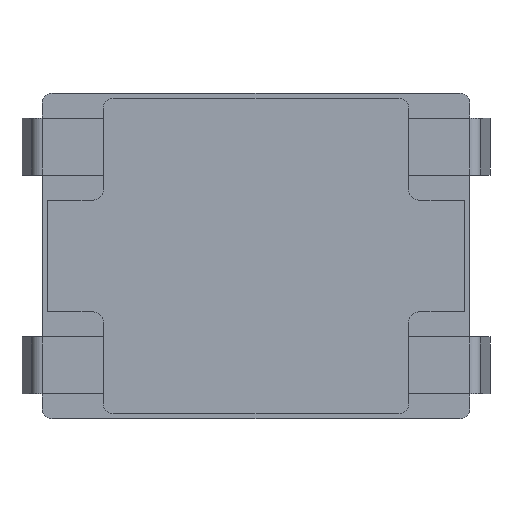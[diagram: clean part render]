
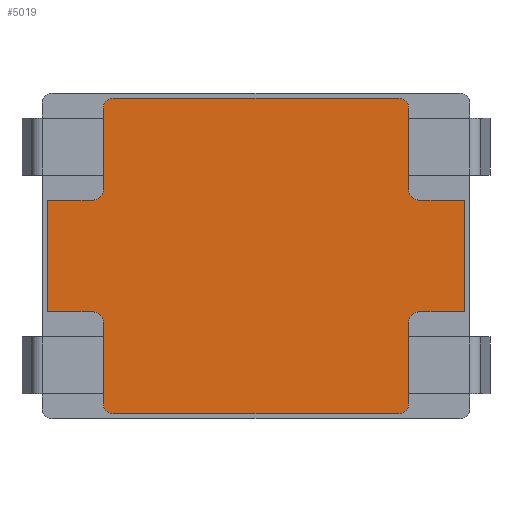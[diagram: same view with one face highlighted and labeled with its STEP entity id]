
A CAD part, front view. The second image highlights one B-rep face of the part: STEP entity #5019.
In plain terms, the highlighted planar face has unit normal (0, -1, 0).
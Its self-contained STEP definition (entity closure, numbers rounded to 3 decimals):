
#344=CIRCLE('',#5451,0.1);
#345=CIRCLE('',#5452,0.1);
#346=CIRCLE('',#5453,0.1);
#347=CIRCLE('',#5454,0.1);
#348=CIRCLE('',#5455,0.1);
#349=CIRCLE('',#5456,0.1);
#350=CIRCLE('',#5457,0.1);
#351=CIRCLE('',#5458,0.1);
#581=FACE_OUTER_BOUND('',#903,.T.);
#903=EDGE_LOOP('',(#3742,#3743,#3744,#3745,#3746,#3747,#3748,#3749,#3750,
#3751,#3752,#3753,#3754,#3755,#3756,#3757,#3758,#3759,#3760,#3761));
#1373=LINE('',#8213,#1827);
#1374=LINE('',#8215,#1828);
#1375=LINE('',#8219,#1829);
#1376=LINE('',#8223,#1830);
#1377=LINE('',#8227,#1831);
#1378=LINE('',#8231,#1832);
#1379=LINE('',#8233,#1833);
#1380=LINE('',#8235,#1834);
#1381=LINE('',#8239,#1835);
#1382=LINE('',#8243,#1836);
#1383=LINE('',#8247,#1837);
#1384=LINE('',#8250,#1838);
#1827=VECTOR('',#6435,1000.);
#1828=VECTOR('',#6436,1000.);
#1829=VECTOR('',#6439,1000.);
#1830=VECTOR('',#6442,1000.);
#1831=VECTOR('',#6445,1000.);
#1832=VECTOR('',#6448,1000.);
#1833=VECTOR('',#6449,1000.);
#1834=VECTOR('',#6450,1000.);
#1835=VECTOR('',#6453,1000.);
#1836=VECTOR('',#6456,1000.);
#1837=VECTOR('',#6459,1000.);
#1838=VECTOR('',#6462,1000.);
#2304=VERTEX_POINT('',#8211);
#2305=VERTEX_POINT('',#8212);
#2306=VERTEX_POINT('',#8214);
#2307=VERTEX_POINT('',#8216);
#2308=VERTEX_POINT('',#8218);
#2309=VERTEX_POINT('',#8220);
#2310=VERTEX_POINT('',#8222);
#2311=VERTEX_POINT('',#8224);
#2312=VERTEX_POINT('',#8226);
#2313=VERTEX_POINT('',#8228);
#2314=VERTEX_POINT('',#8230);
#2315=VERTEX_POINT('',#8232);
#2316=VERTEX_POINT('',#8234);
#2317=VERTEX_POINT('',#8236);
#2318=VERTEX_POINT('',#8238);
#2319=VERTEX_POINT('',#8240);
#2320=VERTEX_POINT('',#8242);
#2321=VERTEX_POINT('',#8244);
#2322=VERTEX_POINT('',#8246);
#2323=VERTEX_POINT('',#8248);
#2818=EDGE_CURVE('',#2304,#2305,#1373,.T.);
#2819=EDGE_CURVE('',#2304,#2306,#1374,.T.);
#2820=EDGE_CURVE('',#2306,#2307,#344,.T.);
#2821=EDGE_CURVE('',#2307,#2308,#1375,.T.);
#2822=EDGE_CURVE('',#2308,#2309,#345,.T.);
#2823=EDGE_CURVE('',#2309,#2310,#1376,.T.);
#2824=EDGE_CURVE('',#2311,#2310,#346,.T.);
#2825=EDGE_CURVE('',#2312,#2311,#1377,.T.);
#2826=EDGE_CURVE('',#2313,#2312,#347,.T.);
#2827=EDGE_CURVE('',#2314,#2313,#1378,.T.);
#2828=EDGE_CURVE('',#2314,#2315,#1379,.T.);
#2829=EDGE_CURVE('',#2315,#2316,#1380,.T.);
#2830=EDGE_CURVE('',#2316,#2317,#348,.T.);
#2831=EDGE_CURVE('',#2317,#2318,#1381,.T.);
#2832=EDGE_CURVE('',#2318,#2319,#349,.T.);
#2833=EDGE_CURVE('',#2320,#2319,#1382,.T.);
#2834=EDGE_CURVE('',#2321,#2320,#350,.T.);
#2835=EDGE_CURVE('',#2322,#2321,#1383,.T.);
#2836=EDGE_CURVE('',#2323,#2322,#351,.T.);
#2837=EDGE_CURVE('',#2305,#2323,#1384,.T.);
#3742=ORIENTED_EDGE('',*,*,#2818,.F.);
#3743=ORIENTED_EDGE('',*,*,#2819,.T.);
#3744=ORIENTED_EDGE('',*,*,#2820,.T.);
#3745=ORIENTED_EDGE('',*,*,#2821,.T.);
#3746=ORIENTED_EDGE('',*,*,#2822,.T.);
#3747=ORIENTED_EDGE('',*,*,#2823,.T.);
#3748=ORIENTED_EDGE('',*,*,#2824,.F.);
#3749=ORIENTED_EDGE('',*,*,#2825,.F.);
#3750=ORIENTED_EDGE('',*,*,#2826,.F.);
#3751=ORIENTED_EDGE('',*,*,#2827,.F.);
#3752=ORIENTED_EDGE('',*,*,#2828,.T.);
#3753=ORIENTED_EDGE('',*,*,#2829,.T.);
#3754=ORIENTED_EDGE('',*,*,#2830,.T.);
#3755=ORIENTED_EDGE('',*,*,#2831,.T.);
#3756=ORIENTED_EDGE('',*,*,#2832,.T.);
#3757=ORIENTED_EDGE('',*,*,#2833,.F.);
#3758=ORIENTED_EDGE('',*,*,#2834,.F.);
#3759=ORIENTED_EDGE('',*,*,#2835,.F.);
#3760=ORIENTED_EDGE('',*,*,#2836,.F.);
#3761=ORIENTED_EDGE('',*,*,#2837,.F.);
#4776=PLANE('',#5450);
#5019=ADVANCED_FACE('',(#581),#4776,.T.);
#5450=AXIS2_PLACEMENT_3D('',#8210,#6433,#6434);
#5451=AXIS2_PLACEMENT_3D('',#8217,#6437,#6438);
#5452=AXIS2_PLACEMENT_3D('',#8221,#6440,#6441);
#5453=AXIS2_PLACEMENT_3D('',#8225,#6443,#6444);
#5454=AXIS2_PLACEMENT_3D('',#8229,#6446,#6447);
#5455=AXIS2_PLACEMENT_3D('',#8237,#6451,#6452);
#5456=AXIS2_PLACEMENT_3D('',#8241,#6454,#6455);
#5457=AXIS2_PLACEMENT_3D('',#8245,#6457,#6458);
#5458=AXIS2_PLACEMENT_3D('',#8249,#6460,#6461);
#6433=DIRECTION('center_axis',(0.,-1.,0.));
#6434=DIRECTION('ref_axis',(0.,0.,-1.));
#6435=DIRECTION('',(0.,0.,-1.));
#6436=DIRECTION('',(-1.,0.,0.));
#6437=DIRECTION('center_axis',(0.,1.,0.));
#6438=DIRECTION('ref_axis',(0.,0.,-1.));
#6439=DIRECTION('',(0.,0.,1.));
#6440=DIRECTION('center_axis',(0.,-1.,0.));
#6441=DIRECTION('ref_axis',(0.,0.,1.));
#6442=DIRECTION('',(-1.,0.,0.));
#6443=DIRECTION('center_axis',(0.,1.,0.));
#6444=DIRECTION('ref_axis',(0.,0.,1.));
#6445=DIRECTION('',(0.,0.,1.));
#6446=DIRECTION('center_axis',(0.,-1.,0.));
#6447=DIRECTION('ref_axis',(0.,0.,-1.));
#6448=DIRECTION('',(1.,0.,0.));
#6449=DIRECTION('',(0.,0.,-1.));
#6450=DIRECTION('',(1.,0.,0.));
#6451=DIRECTION('center_axis',(0.,1.,0.));
#6452=DIRECTION('ref_axis',(0.,0.,1.));
#6453=DIRECTION('',(0.,0.,-1.));
#6454=DIRECTION('center_axis',(0.,-1.,0.));
#6455=DIRECTION('ref_axis',(0.,0.,-1.));
#6456=DIRECTION('',(-1.,0.,0.));
#6457=DIRECTION('center_axis',(0.,1.,0.));
#6458=DIRECTION('ref_axis',(0.,0.,-1.));
#6459=DIRECTION('',(0.,0.,-1.));
#6460=DIRECTION('center_axis',(0.,-1.,0.));
#6461=DIRECTION('ref_axis',(0.,0.,1.));
#6462=DIRECTION('',(-1.,0.,0.));
#8210=CARTESIAN_POINT('Origin',(2.,0.,-1.5));
#8211=CARTESIAN_POINT('',(2.05,0.,0.55));
#8212=CARTESIAN_POINT('',(2.05,0.,-0.55));
#8213=CARTESIAN_POINT('',(2.05,0.,-0.55));
#8214=CARTESIAN_POINT('',(1.6,0.,0.55));
#8215=CARTESIAN_POINT('',(1.6,0.,0.55));
#8216=CARTESIAN_POINT('',(1.5,0.,0.65));
#8217=CARTESIAN_POINT('Origin',(1.6,0.,0.65));
#8218=CARTESIAN_POINT('',(1.5,0.,1.45));
#8219=CARTESIAN_POINT('',(1.5,0.,1.45));
#8220=CARTESIAN_POINT('',(1.4,0.,1.55));
#8221=CARTESIAN_POINT('Origin',(1.4,0.,1.45));
#8222=CARTESIAN_POINT('',(-1.4,0.,1.55));
#8223=CARTESIAN_POINT('',(0.,0.,1.55));
#8224=CARTESIAN_POINT('',(-1.5,0.,1.45));
#8225=CARTESIAN_POINT('Origin',(-1.4,0.,1.45));
#8226=CARTESIAN_POINT('',(-1.5,0.,0.65));
#8227=CARTESIAN_POINT('',(-1.5,0.,1.45));
#8228=CARTESIAN_POINT('',(-1.6,0.,0.55));
#8229=CARTESIAN_POINT('Origin',(-1.6,0.,0.65));
#8230=CARTESIAN_POINT('',(-2.05,0.,0.55));
#8231=CARTESIAN_POINT('',(-1.6,0.,0.55));
#8232=CARTESIAN_POINT('',(-2.05,0.,-0.55));
#8233=CARTESIAN_POINT('',(-2.05,0.,-0.55));
#8234=CARTESIAN_POINT('',(-1.6,0.,-0.55));
#8235=CARTESIAN_POINT('',(-1.6,0.,-0.55));
#8236=CARTESIAN_POINT('',(-1.5,0.,-0.65));
#8237=CARTESIAN_POINT('Origin',(-1.6,0.,-0.65));
#8238=CARTESIAN_POINT('',(-1.5,0.,-1.45));
#8239=CARTESIAN_POINT('',(-1.5,0.,-1.45));
#8240=CARTESIAN_POINT('',(-1.4,0.,-1.55));
#8241=CARTESIAN_POINT('Origin',(-1.4,0.,-1.45));
#8242=CARTESIAN_POINT('',(1.4,0.,-1.55));
#8243=CARTESIAN_POINT('',(0.,0.,-1.55));
#8244=CARTESIAN_POINT('',(1.5,0.,-1.45));
#8245=CARTESIAN_POINT('Origin',(1.4,0.,-1.45));
#8246=CARTESIAN_POINT('',(1.5,0.,-0.65));
#8247=CARTESIAN_POINT('',(1.5,0.,-1.45));
#8248=CARTESIAN_POINT('',(1.6,0.,-0.55));
#8249=CARTESIAN_POINT('Origin',(1.6,0.,-0.65));
#8250=CARTESIAN_POINT('',(1.6,0.,-0.55));
